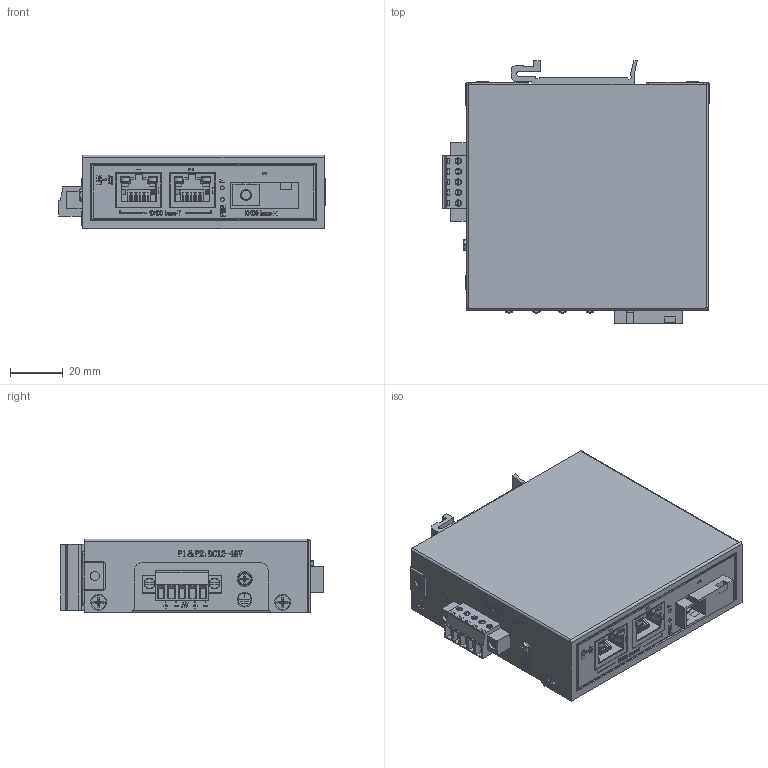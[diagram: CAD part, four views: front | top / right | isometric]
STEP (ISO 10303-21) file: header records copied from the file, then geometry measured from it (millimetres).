
FILE_DESCRIPTION((''),'2;1');
FILE_NAME('3K-001_ASM','2023-05-07T',('Administrator'),(''),'PRO/ENGINEER BY PARAMETRIC TECHNOLOGY CORPORATION, 2011310','PRO/ENGINEER BY PARAMETRIC TECHNOLOGY CORPORATION, 2011310','');
FILE_SCHEMA(('CONFIG_CONTROL_DESIGN'));
Products named in the file (31): BODY_29; BODY_28; BODY_27; BODY_26; BODY_25; BODY_24; BODY_23; BODY_22; BODY_21; BODY_20; BODY_19; BODY_18; BODY_17; BODY_16; BODY_15; BODY_14; BODY_13; BODY_12; BODY_11; BODY_10; BODY_9; BODY_8; BODY_7; BODY_6; BODY_5; BODY_4; BODY_3; BODY_2; BODY_1; BODY_0; 3K-001_ASM
Assembly tree (30 placements, depth 2):
  3K-001_ASM
    BODY_29
    BODY_28
    BODY_27
    BODY_26
    BODY_25
    BODY_24
    BODY_23
    BODY_22
    BODY_21
    BODY_20
    BODY_19
    BODY_18
    BODY_17
    BODY_16
    BODY_15
    BODY_14
    BODY_13
    BODY_12
    BODY_11
    BODY_10
    BODY_9
    BODY_8
    BODY_7
    BODY_6
    BODY_5
    BODY_4
    BODY_3
    BODY_2
    BODY_1
    BODY_0
Bounding box: 101.3 x 100 x 28 mm (x, y, z)
Volume: 37167.5 mm3; surface area: 77728.4 mm2
Topology: 30 solids, 30 shells, 3288 faces, 9055 edges, 6018 vertices
Faces by surface type: plane 2876, cylinder 274, cone 66, bspline 40, torus 32
Entity records: 105137 total; most frequent: CARTESIAN_POINT 19985, ORIENTED_EDGE 18110, DIRECTION 16394, EDGE_CURVE 9055, VECTOR 8158, LINE 8158, VERTEX_POINT 6018, AXIS2_PLACEMENT_3D 4118
